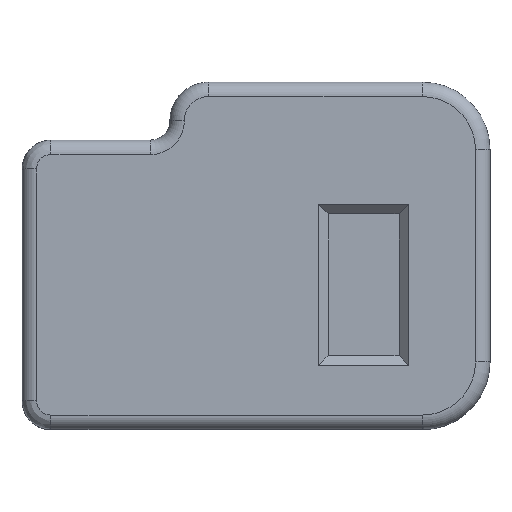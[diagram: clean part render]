
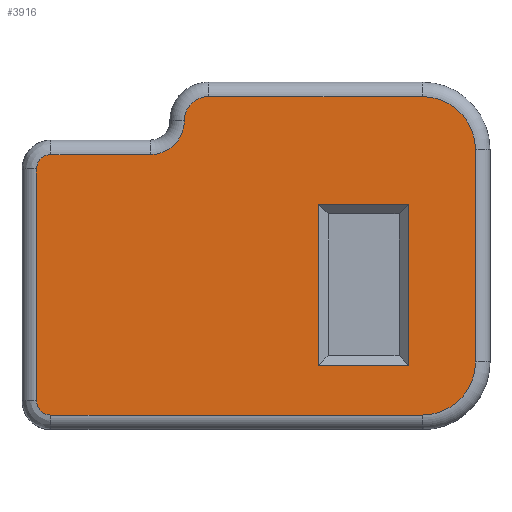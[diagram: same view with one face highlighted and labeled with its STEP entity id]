
A CAD part, top view. The second image highlights one B-rep face of the part: STEP entity #3916.
In plain terms, the highlighted planar face has unit normal (0, 0, 1).
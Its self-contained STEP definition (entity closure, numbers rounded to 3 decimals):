
#64=FACE_BOUND('',#481,.T.);
#96=PLANE('',#4200);
#227=FACE_OUTER_BOUND('',#480,.T.);
#480=EDGE_LOOP('',(#2781,#2782,#2783,#2784,#2785,#2786,#2787,#2788,#2789,
#2790,#2791));
#481=EDGE_LOOP('',(#2792,#2793,#2794,#2795));
#785=LINE('',#6109,#1148);
#788=LINE('',#6115,#1151);
#791=LINE('',#6119,#1154);
#792=LINE('',#6121,#1155);
#793=LINE('',#6125,#1156);
#794=LINE('',#6129,#1157);
#795=LINE('',#6135,#1158);
#796=LINE('',#6139,#1159);
#797=LINE('',#6143,#1160);
#1148=VECTOR('',#4797,10.);
#1151=VECTOR('',#4802,10.);
#1154=VECTOR('',#4807,10.);
#1155=VECTOR('',#4810,10.);
#1156=VECTOR('',#4813,10.);
#1157=VECTOR('',#4816,10.);
#1158=VECTOR('',#4821,10.);
#1159=VECTOR('',#4824,10.);
#1160=VECTOR('',#4827,10.);
#1456=CIRCLE('',#4201,11.);
#1457=CIRCLE('',#4202,5.);
#1458=CIRCLE('',#4203,7.);
#1459=CIRCLE('',#4204,3.);
#1460=CIRCLE('',#4205,3.);
#1461=CIRCLE('',#4206,11.);
#1740=VERTEX_POINT('',#6107);
#1741=VERTEX_POINT('',#6108);
#1742=VERTEX_POINT('',#6113);
#1743=VERTEX_POINT('',#6114);
#1744=VERTEX_POINT('',#6123);
#1745=VERTEX_POINT('',#6124);
#1746=VERTEX_POINT('',#6126);
#1747=VERTEX_POINT('',#6128);
#1748=VERTEX_POINT('',#6130);
#1749=VERTEX_POINT('',#6132);
#1750=VERTEX_POINT('',#6134);
#1751=VERTEX_POINT('',#6136);
#1752=VERTEX_POINT('',#6138);
#1753=VERTEX_POINT('',#6140);
#1754=VERTEX_POINT('',#6142);
#2133=EDGE_CURVE('',#1740,#1741,#785,.T.);
#2136=EDGE_CURVE('',#1742,#1743,#788,.T.);
#2139=EDGE_CURVE('',#1743,#1740,#791,.T.);
#2140=EDGE_CURVE('',#1741,#1742,#792,.T.);
#2141=EDGE_CURVE('',#1744,#1745,#793,.T.);
#2142=EDGE_CURVE('',#1746,#1744,#1456,.T.);
#2143=EDGE_CURVE('',#1747,#1746,#794,.T.);
#2144=EDGE_CURVE('',#1748,#1747,#1457,.T.);
#2145=EDGE_CURVE('',#1749,#1748,#1458,.T.);
#2146=EDGE_CURVE('',#1750,#1749,#795,.T.);
#2147=EDGE_CURVE('',#1751,#1750,#1459,.T.);
#2148=EDGE_CURVE('',#1752,#1751,#796,.T.);
#2149=EDGE_CURVE('',#1753,#1752,#1460,.T.);
#2150=EDGE_CURVE('',#1754,#1753,#797,.T.);
#2151=EDGE_CURVE('',#1745,#1754,#1461,.T.);
#2781=ORIENTED_EDGE('',*,*,#2141,.F.);
#2782=ORIENTED_EDGE('',*,*,#2142,.F.);
#2783=ORIENTED_EDGE('',*,*,#2143,.F.);
#2784=ORIENTED_EDGE('',*,*,#2144,.F.);
#2785=ORIENTED_EDGE('',*,*,#2145,.F.);
#2786=ORIENTED_EDGE('',*,*,#2146,.F.);
#2787=ORIENTED_EDGE('',*,*,#2147,.F.);
#2788=ORIENTED_EDGE('',*,*,#2148,.F.);
#2789=ORIENTED_EDGE('',*,*,#2149,.F.);
#2790=ORIENTED_EDGE('',*,*,#2150,.F.);
#2791=ORIENTED_EDGE('',*,*,#2151,.F.);
#2792=ORIENTED_EDGE('',*,*,#2136,.F.);
#2793=ORIENTED_EDGE('',*,*,#2140,.F.);
#2794=ORIENTED_EDGE('',*,*,#2133,.F.);
#2795=ORIENTED_EDGE('',*,*,#2139,.F.);
#3916=ADVANCED_FACE('',(#227,#64),#96,.T.);
#4200=AXIS2_PLACEMENT_3D('',#6122,#4811,#4812);
#4201=AXIS2_PLACEMENT_3D('',#6127,#4814,#4815);
#4202=AXIS2_PLACEMENT_3D('',#6131,#4817,#4818);
#4203=AXIS2_PLACEMENT_3D('',#6133,#4819,#4820);
#4204=AXIS2_PLACEMENT_3D('',#6137,#4822,#4823);
#4205=AXIS2_PLACEMENT_3D('',#6141,#4825,#4826);
#4206=AXIS2_PLACEMENT_3D('',#6144,#4828,#4829);
#4797=DIRECTION('',(1.,0.,0.));
#4802=DIRECTION('',(-1.,0.,0.));
#4807=DIRECTION('',(0.,-1.,0.));
#4810=DIRECTION('',(0.,1.,0.));
#4811=DIRECTION('center_axis',(0.,0.,1.));
#4812=DIRECTION('ref_axis',(1.,0.,0.));
#4813=DIRECTION('',(0.,-1.,0.));
#4814=DIRECTION('center_axis',(0.,0.,-1.));
#4815=DIRECTION('ref_axis',(0.707,0.707,0.));
#4816=DIRECTION('',(1.,0.,0.));
#4817=DIRECTION('center_axis',(0.,0.,-1.));
#4818=DIRECTION('ref_axis',(-0.707,0.707,0.));
#4819=DIRECTION('center_axis',(0.,0.,1.));
#4820=DIRECTION('ref_axis',(0.707,-0.707,0.));
#4821=DIRECTION('',(1.,0.,0.));
#4822=DIRECTION('center_axis',(0.,0.,-1.));
#4823=DIRECTION('ref_axis',(-0.707,0.707,0.));
#4824=DIRECTION('',(0.,1.,0.));
#4825=DIRECTION('center_axis',(0.,0.,-1.));
#4826=DIRECTION('ref_axis',(-0.707,-0.707,0.));
#4827=DIRECTION('',(-1.,0.,0.));
#4828=DIRECTION('center_axis',(0.,0.,-1.));
#4829=DIRECTION('ref_axis',(0.707,-0.707,0.));
#6107=CARTESIAN_POINT('',(55.45,5.29,39.));
#6108=CARTESIAN_POINT('',(74.15,5.29,39.));
#6109=CARTESIAN_POINT('',(33.575,5.29,39.));
#6113=CARTESIAN_POINT('',(74.15,38.71,39.));
#6114=CARTESIAN_POINT('',(55.45,38.71,39.));
#6115=CARTESIAN_POINT('',(26.225,38.71,39.));
#6119=CARTESIAN_POINT('',(55.45,18.17,39.));
#6121=CARTESIAN_POINT('',(74.15,32.88,39.));
#6122=CARTESIAN_POINT('Origin',(-5.,29.05,39.));
#6123=CARTESIAN_POINT('',(88.,50.,39.));
#6124=CARTESIAN_POINT('',(88.,6.,39.));
#6125=CARTESIAN_POINT('',(88.,17.525,39.));
#6126=CARTESIAN_POINT('',(77.,61.,39.));
#6127=CARTESIAN_POINT('Origin',(77.,50.,39.));
#6128=CARTESIAN_POINT('',(32.65,61.,39.));
#6129=CARTESIAN_POINT('',(36.,61.,39.));
#6130=CARTESIAN_POINT('',(27.65,56.,39.));
#6131=CARTESIAN_POINT('Origin',(32.65,56.,39.));
#6132=CARTESIAN_POINT('',(20.65,49.,39.));
#6133=CARTESIAN_POINT('Origin',(20.65,56.,39.));
#6134=CARTESIAN_POINT('',(0.,49.,39.));
#6135=CARTESIAN_POINT('',(0.625,49.,39.));
#6136=CARTESIAN_POINT('',(-3.,46.,39.));
#6137=CARTESIAN_POINT('Origin',(0.,46.,39.));
#6138=CARTESIAN_POINT('',(-3.,-2.,39.));
#6139=CARTESIAN_POINT('',(-3.,29.3,39.));
#6140=CARTESIAN_POINT('',(0.,-5.,39.));
#6141=CARTESIAN_POINT('Origin',(0.,-2.,
39.));
#6142=CARTESIAN_POINT('',(77.,-5.,39.));
#6143=CARTESIAN_POINT('',(15.45,-5.,39.));
#6144=CARTESIAN_POINT('Origin',(77.,6.,39.));
